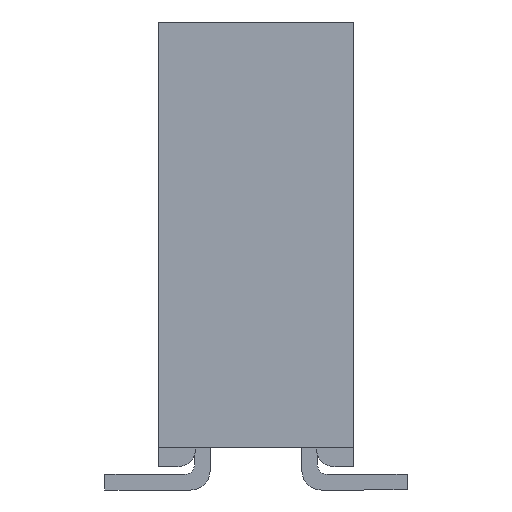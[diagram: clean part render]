
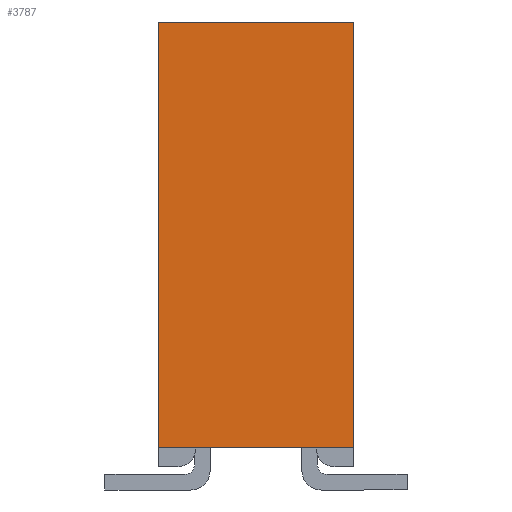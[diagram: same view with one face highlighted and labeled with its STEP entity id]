
A CAD part, left-side view. The second image highlights one B-rep face of the part: STEP entity #3787.
In plain terms, the highlighted planar face has unit normal (-1, 0, 0).
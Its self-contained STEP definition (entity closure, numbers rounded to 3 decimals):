
#3787 = ADVANCED_FACE('',(#3788),#3822,.F.);
#3788 = FACE_BOUND('',#3789,.T.);
#3789 = EDGE_LOOP('',(#3790,#3800,#3808,#3816));
#3790 = ORIENTED_EDGE('',*,*,#3791,.T.);
#3791 = EDGE_CURVE('',#3792,#3794,#3796,.T.);
#3792 = VERTEX_POINT('',#3793);
#3793 = CARTESIAN_POINT('',(-12.192,5.791,-1.27));
#3794 = VERTEX_POINT('',#3795);
#3795 = CARTESIAN_POINT('',(-12.192,0.254,-1.27));
#3796 = LINE('',#3797,#3798);
#3797 = CARTESIAN_POINT('',(-12.192,5.791,-1.27));
#3798 = VECTOR('',#3799,1.);
#3799 = DIRECTION('',(0.,-1.,0.));
#3800 = ORIENTED_EDGE('',*,*,#3801,.T.);
#3801 = EDGE_CURVE('',#3794,#3802,#3804,.T.);
#3802 = VERTEX_POINT('',#3803);
#3803 = CARTESIAN_POINT('',(-12.192,0.254,1.27));
#3804 = LINE('',#3805,#3806);
#3805 = CARTESIAN_POINT('',(-12.192,0.254,-0.787));
#3806 = VECTOR('',#3807,1.);
#3807 = DIRECTION('',(0.,0.,1.));
#3808 = ORIENTED_EDGE('',*,*,#3809,.F.);
#3809 = EDGE_CURVE('',#3810,#3802,#3812,.T.);
#3810 = VERTEX_POINT('',#3811);
#3811 = CARTESIAN_POINT('',(-12.192,5.791,1.27));
#3812 = LINE('',#3813,#3814);
#3813 = CARTESIAN_POINT('',(-12.192,5.791,1.27));
#3814 = VECTOR('',#3815,1.);
#3815 = DIRECTION('',(0.,-1.,0.));
#3816 = ORIENTED_EDGE('',*,*,#3817,.F.);
#3817 = EDGE_CURVE('',#3792,#3810,#3818,.T.);
#3818 = LINE('',#3819,#3820);
#3819 = CARTESIAN_POINT('',(-12.192,5.791,-1.27));
#3820 = VECTOR('',#3821,1.);
#3821 = DIRECTION('',(0.,0.,1.));
#3822 = PLANE('',#3823);
#3823 = AXIS2_PLACEMENT_3D('',#3824,#3825,#3826);
#3824 = CARTESIAN_POINT('',(-12.192,5.791,-1.27));
#3825 = DIRECTION('',(1.,0.,0.));
#3826 = DIRECTION('',(0.,0.,-1.));
